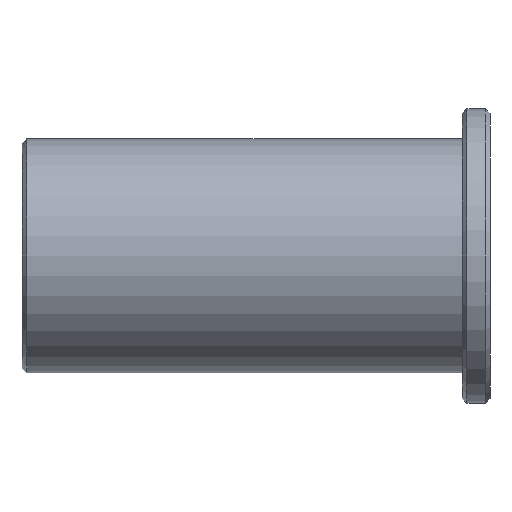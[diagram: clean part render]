
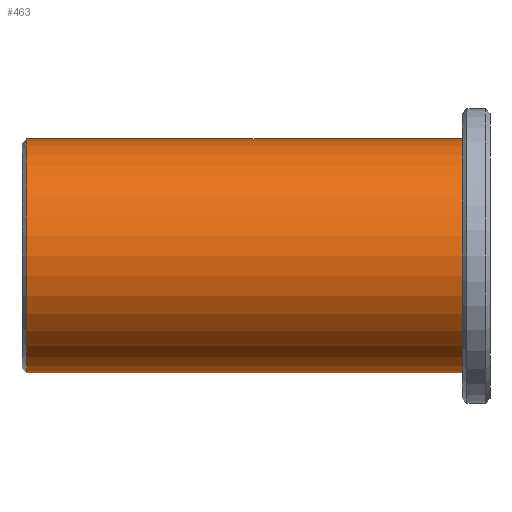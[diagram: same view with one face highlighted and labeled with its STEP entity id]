
A CAD part, left-side view. The second image highlights one B-rep face of the part: STEP entity #463.
In plain terms, the highlighted cylindrical face has radius 12.7 mm (diameter 25.4 mm), a partial arc.
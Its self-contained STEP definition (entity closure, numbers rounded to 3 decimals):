
#35 = AXIS2_PLACEMENT_3D ( 'NONE', #128, #108, #77 ) ;
#45 = CARTESIAN_POINT ( 'NONE',  ( 0., 3., 12.7 ) ) ;
#61 = DIRECTION ( 'NONE',  ( 0., 0., 1. ) ) ;
#74 = CARTESIAN_POINT ( 'NONE',  ( 0., 50.3, 0. ) ) ;
#77 = DIRECTION ( 'NONE',  ( 0., 0., -1. ) ) ;
#101 = CARTESIAN_POINT ( 'NONE',  ( 0., 50.3, 12.7 ) ) ;
#108 = DIRECTION ( 'NONE',  ( 0., -1., 0. ) ) ;
#110 = EDGE_CURVE ( 'NONE', #360, #437, #319, .T. ) ;
#127 = CARTESIAN_POINT ( 'NONE',  ( 0., 3., -12.7 ) ) ;
#128 = CARTESIAN_POINT ( 'NONE',  ( 0., 3., 0. ) ) ;
#136 = CARTESIAN_POINT ( 'NONE',  ( 0., 0., -12.7 ) ) ;
#139 = ORIENTED_EDGE ( 'NONE', *, *, #419, .F. ) ;
#141 = CARTESIAN_POINT ( 'NONE',  ( 0., 0., 0. ) ) ;
#165 = AXIS2_PLACEMENT_3D ( 'NONE', #141, #195, #256 ) ;
#179 = CARTESIAN_POINT ( 'NONE',  ( 0., 50.3, -12.7 ) ) ;
#195 = DIRECTION ( 'NONE',  ( 0., -1., 0. ) ) ;
#244 = DIRECTION ( 'NONE',  ( 0., -1., 0. ) ) ;
#247 = CARTESIAN_POINT ( 'NONE',  ( 0., 0., 12.7 ) ) ;
#256 = DIRECTION ( 'NONE',  ( 0., 0., -1. ) ) ;
#263 = VERTEX_POINT ( 'NONE', #101 ) ;
#284 = DIRECTION ( 'NONE',  ( 0., -1., 0. ) ) ;
#319 = LINE ( 'NONE', #136, #477 ) ;
#327 = EDGE_LOOP ( 'NONE', ( #586, #395, #483, #139 ) ) ;
#360 = VERTEX_POINT ( 'NONE', #179 ) ;
#387 = EDGE_CURVE ( 'NONE', #263, #570, #543, .T. ) ;
#395 = ORIENTED_EDGE ( 'NONE', *, *, #510, .T. ) ;
#402 = CIRCLE ( 'NONE', #573, 12.7 ) ;
#419 = EDGE_CURVE ( 'NONE', #570, #437, #469, .T. ) ;
#433 = FACE_OUTER_BOUND ( 'NONE', #327, .T. ) ;
#436 = CYLINDRICAL_SURFACE ( 'NONE', #165, 12.7 ) ;
#437 = VERTEX_POINT ( 'NONE', #127 ) ;
#463 = ADVANCED_FACE ( 'NONE', ( #433 ), #436, .T. ) ;
#469 = CIRCLE ( 'NONE', #35, 12.7 ) ;
#477 = VECTOR ( 'NONE', #284, 1000. ) ;
#483 = ORIENTED_EDGE ( 'NONE', *, *, #110, .T. ) ;
#501 = DIRECTION ( 'NONE',  ( 0., -1., 0. ) ) ;
#510 = EDGE_CURVE ( 'NONE', #263, #360, #402, .T. ) ;
#543 = LINE ( 'NONE', #247, #546 ) ;
#546 = VECTOR ( 'NONE', #244, 1000. ) ;
#570 = VERTEX_POINT ( 'NONE', #45 ) ;
#573 = AXIS2_PLACEMENT_3D ( 'NONE', #74, #501, #61 ) ;
#586 = ORIENTED_EDGE ( 'NONE', *, *, #387, .F. ) ;
